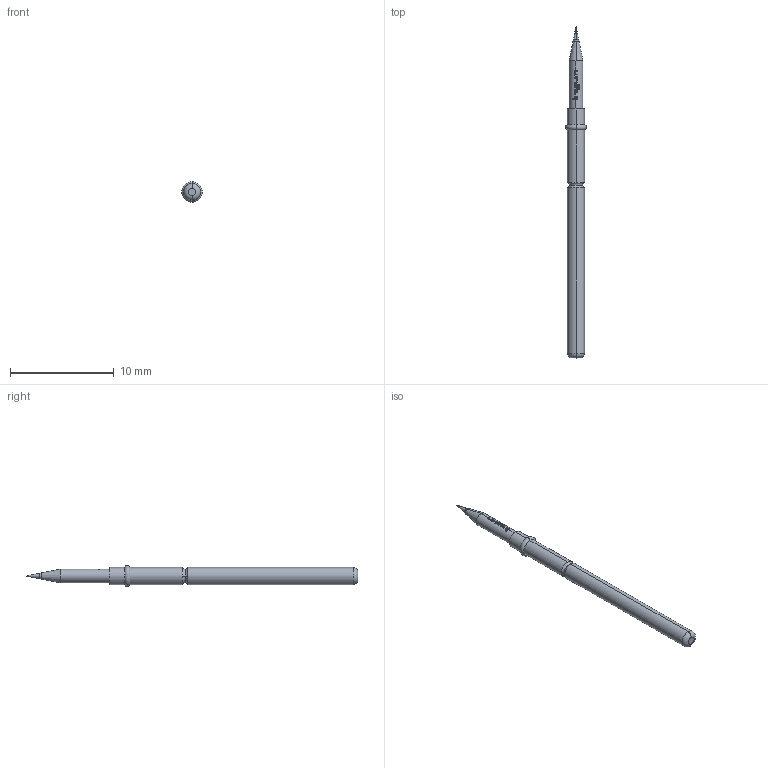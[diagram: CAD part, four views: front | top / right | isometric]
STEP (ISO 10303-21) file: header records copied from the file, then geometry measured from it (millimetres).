
FILE_DESCRIPTION (( 'STEP AP203' ), '1' );
FILE_NAME ('INGUN_GKS-912_215_130_A_xx02.STEP', '2021-10-06T13:18:50', ( 'ochi' ), ( '' ), 'SwSTEP 2.0', 'SolidWorks 2018', '' );
FILE_SCHEMA (( 'CONFIG_CONTROL_DESIGN' ));
Length unit declared in the file: millimetre
Products named in the file (1): INGUN_GKS-912_215_130_A_xx02
Bounding box: 2 x 32 x 2 mm (x, y, z)
Volume: 59.1 mm3; surface area: 154.3 mm2
Topology: 1 solids, 1 shells, 106 faces, 294 edges, 191 vertices
Faces by surface type: plane 43, cylinder 29, bspline 22, torus 8, cone 4
Entity records: 4411 total; most frequent: CARTESIAN_POINT 2108, ORIENTED_EDGE 584, EDGE_CURVE 292, DIRECTION 278, B_SPLINE_CURVE_WITH_KNOTS 222, VERTEX_POINT 191, AXIS2_PLACEMENT_3D 123, EDGE_LOOP 109
